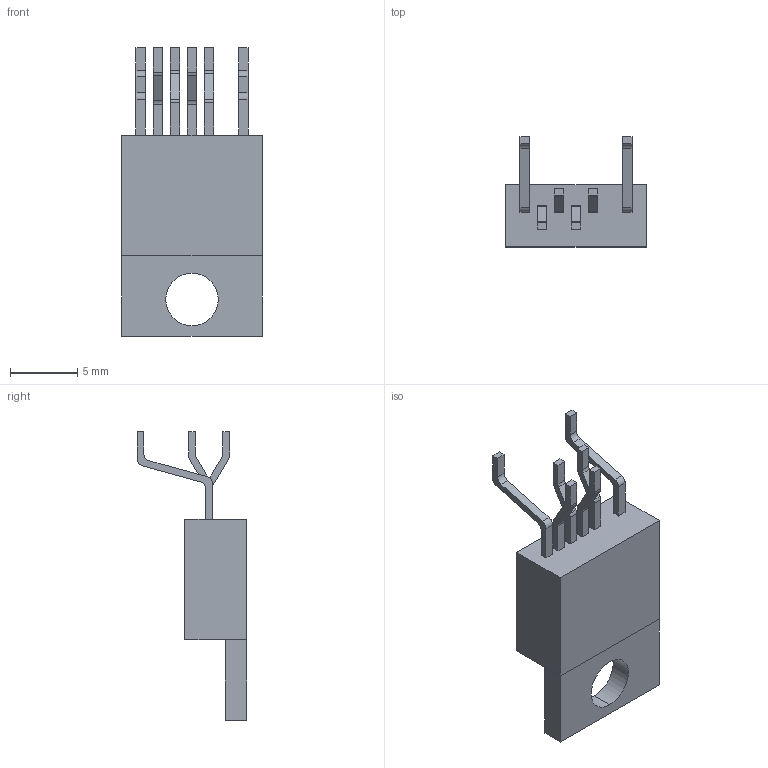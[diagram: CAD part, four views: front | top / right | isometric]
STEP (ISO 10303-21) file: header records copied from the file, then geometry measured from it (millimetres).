
FILE_DESCRIPTION (( 'STEP AP214' ), '1' );
FILE_NAME ('User Library-TO-220-7C.STEP', '2014-05-20T20:25:05', ( 'Windows User' ), ( '' ), 'SwSTEP 2.0', 'SolidWorks 2014', '' );
FILE_SCHEMA (( 'AUTOMOTIVE_DESIGN' ));
Length unit declared in the file: millimetre
Products named in the file (1): User Library-TO-220-7C
Bounding box: 10.4 x 8.13 x 21.44 mm (x, y, z)
Volume: 525.3 mm3; surface area: 651.7 mm2
Topology: 2 solids, 2 shells, 92 faces, 246 edges, 164 vertices
Faces by surface type: plane 66, cylinder 26
Entity records: 3921 total; most frequent: CARTESIAN_POINT 503, ORIENTED_EDGE 492, DIRECTION 484, EDGE_CURVE 246, VECTOR 194, LINE 194, VERTEX_POINT 164, AXIS2_PLACEMENT_3D 145
